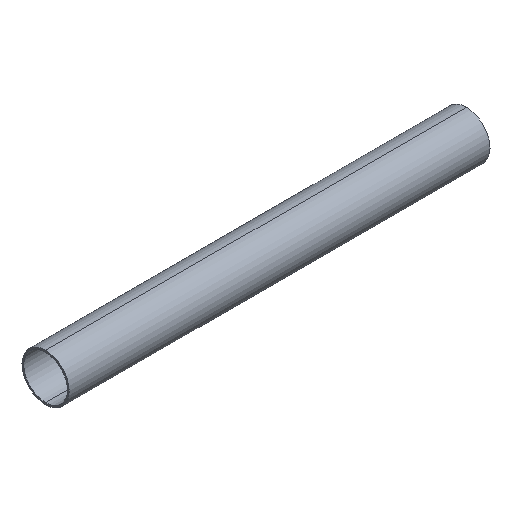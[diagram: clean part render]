
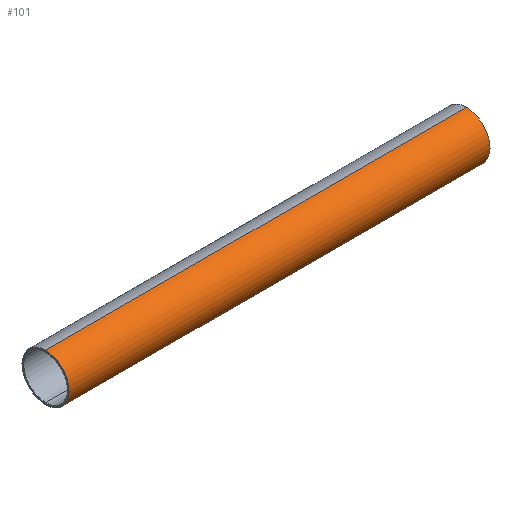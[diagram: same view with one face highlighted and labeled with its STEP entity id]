
A CAD part, isometric view. The second image highlights one B-rep face of the part: STEP entity #101.
In plain terms, the highlighted cylindrical face has radius 280 mm (diameter 560 mm), a partial arc.
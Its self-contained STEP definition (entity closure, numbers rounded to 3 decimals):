
#53 = EDGE_CURVE( '', #95, #75, #123, .T. );
#63 = VERTEX_POINT( '', #133 );
#71 = EDGE_CURVE( '', #63, #85, #143, .T. );
#75 = VERTEX_POINT( '', #148 );
#85 = VERTEX_POINT( '', #160 );
#89 = EDGE_CURVE( '', #75, #63, #164, .T. );
#93 = EDGE_CURVE( '', #85, #95, #169, .T. );
#95 = VERTEX_POINT( '', #171 );
#101 = ADVANCED_FACE( '', ( #178 ), #179, .T. );
#123 = LINE( '', #191, #192 );
#133 = CARTESIAN_POINT( '', ( 5000., 0., 280. ) );
#143 = LINE( '', #218, #219 );
#148 = CARTESIAN_POINT( '', ( 5000., 0., -280. ) );
#160 = CARTESIAN_POINT( '', ( 0., 0., 280. ) );
#164 = CIRCLE( '', #245, 280. );
#169 = CIRCLE( '', #251, 280. );
#171 = CARTESIAN_POINT( '', ( 0., 0., -280. ) );
#178 = FACE_OUTER_BOUND( '', #260, .T. );
#179 = CYLINDRICAL_SURFACE( '', #261, 280. );
#191 = CARTESIAN_POINT( '', ( 0., 0., -280. ) );
#192 = VECTOR( '', #267, 1. );
#218 = CARTESIAN_POINT( '', ( 0., 0., 280. ) );
#219 = VECTOR( '', #286, 1. );
#245 = AXIS2_PLACEMENT_3D( '', #310, #311, #312 );
#251 = AXIS2_PLACEMENT_3D( '', #321, #322, #323 );
#260 = EDGE_LOOP( '', ( #333, #334, #335, #336 ) );
#261 = AXIS2_PLACEMENT_3D( '', #337, #338, #339 );
#267 = DIRECTION( '', ( 1., 0., 0. ) );
#286 = DIRECTION( '', ( -1., 0., 0. ) );
#310 = CARTESIAN_POINT( '', ( 5000., 0., 0. ) );
#311 = DIRECTION( '', ( -1., 0., 0. ) );
#312 = DIRECTION( '', ( 0., 0., -1. ) );
#321 = CARTESIAN_POINT( '', ( 0., 0., 0. ) );
#322 = DIRECTION( '', ( 1., 0., 0. ) );
#323 = DIRECTION( '', ( 0., 0., -1. ) );
#333 = ORIENTED_EDGE( '', *, *, #53, .T. );
#334 = ORIENTED_EDGE( '', *, *, #89, .T. );
#335 = ORIENTED_EDGE( '', *, *, #71, .T. );
#336 = ORIENTED_EDGE( '', *, *, #93, .T. );
#337 = CARTESIAN_POINT( '', ( 0., 0., 0. ) );
#338 = DIRECTION( '', ( -1., 0., 0. ) );
#339 = DIRECTION( '', ( 0., 0., -1. ) );
